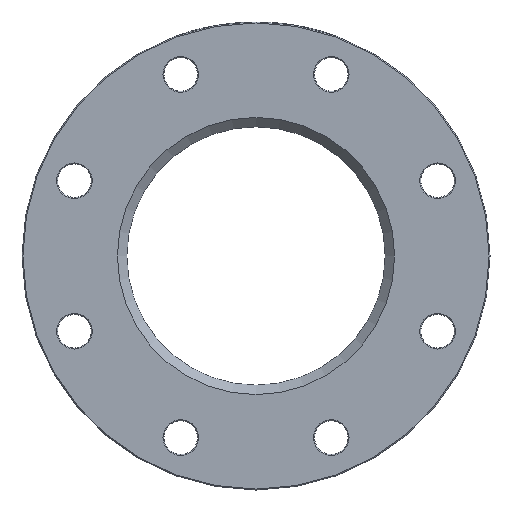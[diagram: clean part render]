
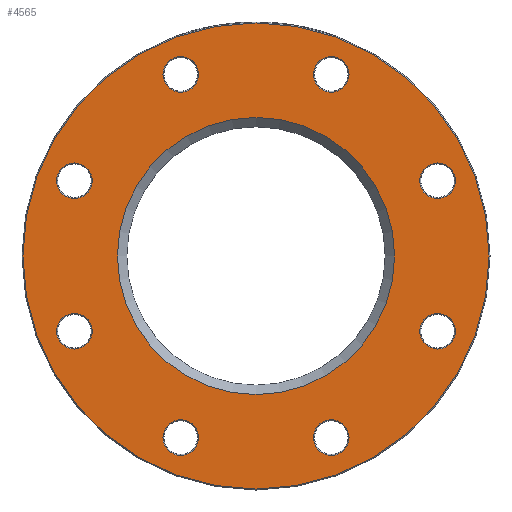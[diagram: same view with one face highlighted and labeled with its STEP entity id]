
A CAD part, left-side view. The second image highlights one B-rep face of the part: STEP entity #4565.
In plain terms, the highlighted planar face has unit normal (-1, 0, 0).
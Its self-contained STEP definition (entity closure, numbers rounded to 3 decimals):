
#32 = CARTESIAN_POINT ( 'NONE',  ( 0., -97.007, 30.682 ) ) ;
#59 = CARTESIAN_POINT ( 'NONE',  ( 0., -97.007, 40.182 ) ) ;
#134 = DIRECTION ( 'NONE',  ( 0., 0., -1. ) ) ;
#141 = VERTEX_POINT ( 'NONE', #1185 ) ;
#249 = CARTESIAN_POINT ( 'NONE',  ( 0., 97.007, 40.182 ) ) ;
#261 = CIRCLE ( 'NONE', #4505, 9.5 ) ;
#293 = EDGE_CURVE ( 'NONE', #3770, #3770, #6295, .T. ) ;
#459 = CARTESIAN_POINT ( 'NONE',  ( 0., 40.182, 97.007 ) ) ;
#461 = CIRCLE ( 'NONE', #1919, 9.5 ) ;
#490 = VERTEX_POINT ( 'NONE', #2138 ) ;
#498 = FACE_BOUND ( 'NONE', #2748, .T. ) ;
#543 = EDGE_CURVE ( 'NONE', #1152, #1152, #5079, .T. ) ;
#591 = DIRECTION ( 'NONE',  ( 0., 0., -1. ) ) ;
#599 = DIRECTION ( 'NONE',  ( 1., 0., 0. ) ) ;
#839 = EDGE_CURVE ( 'NONE', #4790, #4790, #1003, .T. ) ;
#960 = EDGE_CURVE ( 'NONE', #4236, #4236, #2357, .T. ) ;
#1003 = CIRCLE ( 'NONE', #6688, 9.5 ) ;
#1020 = FACE_BOUND ( 'NONE', #3441, .T. ) ;
#1152 = VERTEX_POINT ( 'NONE', #4305 ) ;
#1185 = CARTESIAN_POINT ( 'NONE',  ( 0., 0., -124.5 ) ) ;
#1212 = DIRECTION ( 'NONE',  ( 0., 0., -1. ) ) ;
#1291 = CARTESIAN_POINT ( 'NONE',  ( 0., -97.007, -49.682 ) ) ;
#1327 = AXIS2_PLACEMENT_3D ( 'NONE', #6457, #2102, #591 ) ;
#1398 = EDGE_CURVE ( 'NONE', #1608, #1608, #5859, .T. ) ;
#1407 = EDGE_CURVE ( 'NONE', #6320, #6320, #3196, .T. ) ;
#1443 = DIRECTION ( 'NONE',  ( 1., 0., 0. ) ) ;
#1450 = AXIS2_PLACEMENT_3D ( 'NONE', #2793, #1668, #6418 ) ;
#1511 = FACE_OUTER_BOUND ( 'NONE', #5544, .T. ) ;
#1608 = VERTEX_POINT ( 'NONE', #5377 ) ;
#1617 = FACE_BOUND ( 'NONE', #3123, .T. ) ;
#1668 = DIRECTION ( 'NONE',  ( -1., 0., 0. ) ) ;
#1694 = EDGE_LOOP ( 'NONE', ( #4084 ) ) ;
#1705 = EDGE_CURVE ( 'NONE', #490, #490, #461, .T. ) ;
#1886 = DIRECTION ( 'NONE',  ( 1., 0., 0. ) ) ;
#1919 = AXIS2_PLACEMENT_3D ( 'NONE', #5279, #6801, #6284 ) ;
#2102 = DIRECTION ( 'NONE',  ( 1., 0., 0. ) ) ;
#2138 = CARTESIAN_POINT ( 'NONE',  ( 0., 97.007, -49.682 ) ) ;
#2243 = CARTESIAN_POINT ( 'NONE',  ( 0., -40.182, 87.507 ) ) ;
#2261 = ORIENTED_EDGE ( 'NONE', *, *, #293, .T. ) ;
#2357 = CIRCLE ( 'NONE', #4027, 9.5 ) ;
#2407 = ORIENTED_EDGE ( 'NONE', *, *, #1398, .T. ) ;
#2570 = DIRECTION ( 'NONE',  ( 0., 0., -1. ) ) ;
#2681 = ORIENTED_EDGE ( 'NONE', *, *, #960, .T. ) ;
#2748 = EDGE_LOOP ( 'NONE', ( #3336 ) ) ;
#2762 = EDGE_LOOP ( 'NONE', ( #6616 ) ) ;
#2773 = EDGE_CURVE ( 'NONE', #5446, #5446, #261, .T. ) ;
#2793 = CARTESIAN_POINT ( 'NONE',  ( 0., 0., 0. ) ) ;
#2908 = CIRCLE ( 'NONE', #1450, 124.5 ) ;
#3073 = AXIS2_PLACEMENT_3D ( 'NONE', #249, #1886, #4061 ) ;
#3100 = ORIENTED_EDGE ( 'NONE', *, *, #5075, .T. ) ;
#3123 = EDGE_LOOP ( 'NONE', ( #6581 ) ) ;
#3133 = EDGE_LOOP ( 'NONE', ( #2261 ) ) ;
#3190 = CARTESIAN_POINT ( 'NONE',  ( 0., 40.182, 87.507 ) ) ;
#3196 = CIRCLE ( 'NONE', #3978, 9.5 ) ;
#3310 = EDGE_LOOP ( 'NONE', ( #4050 ) ) ;
#3336 = ORIENTED_EDGE ( 'NONE', *, *, #2773, .T. ) ;
#3366 = VERTEX_POINT ( 'NONE', #1291 ) ;
#3441 = EDGE_LOOP ( 'NONE', ( #2407 ) ) ;
#3609 = FACE_BOUND ( 'NONE', #6236, .T. ) ;
#3642 = CARTESIAN_POINT ( 'NONE',  ( 0., 69., 0. ) ) ;
#3770 = VERTEX_POINT ( 'NONE', #3807 ) ;
#3807 = CARTESIAN_POINT ( 'NONE',  ( 0., 97.007, 30.682 ) ) ;
#3837 = DIRECTION ( 'NONE',  ( 1., 0., 0. ) ) ;
#3841 = ORIENTED_EDGE ( 'NONE', *, *, #6860, .T. ) ;
#3854 = CARTESIAN_POINT ( 'NONE',  ( 0., -40.182, 97.007 ) ) ;
#3978 = AXIS2_PLACEMENT_3D ( 'NONE', #459, #5768, #4107 ) ;
#4027 = AXIS2_PLACEMENT_3D ( 'NONE', #4368, #3837, #134 ) ;
#4050 = ORIENTED_EDGE ( 'NONE', *, *, #839, .T. ) ;
#4061 = DIRECTION ( 'NONE',  ( 0., 0., -1. ) ) ;
#4084 = ORIENTED_EDGE ( 'NONE', *, *, #543, .T. ) ;
#4107 = DIRECTION ( 'NONE',  ( 0., 0., -1. ) ) ;
#4203 = AXIS2_PLACEMENT_3D ( 'NONE', #5112, #1443, #5253 ) ;
#4236 = VERTEX_POINT ( 'NONE', #5413 ) ;
#4238 = CIRCLE ( 'NONE', #1327, 9.5 ) ;
#4305 = CARTESIAN_POINT ( 'NONE',  ( 0., -40.182, -106.507 ) ) ;
#4368 = CARTESIAN_POINT ( 'NONE',  ( 0., 40.182, -97.007 ) ) ;
#4383 = DIRECTION ( 'NONE',  ( 0., 0., -1. ) ) ;
#4505 = AXIS2_PLACEMENT_3D ( 'NONE', #3854, #5978, #4975 ) ;
#4565 = ADVANCED_FACE ( 'NONE', ( #1020, #1511, #1617, #498, #5353, #3609, #4835, #5740, #5222, #4700 ), #6813, .F. ) ;
#4700 = FACE_BOUND ( 'NONE', #3133, .T. ) ;
#4790 = VERTEX_POINT ( 'NONE', #32 ) ;
#4835 = FACE_BOUND ( 'NONE', #1694, .T. ) ;
#4855 = AXIS2_PLACEMENT_3D ( 'NONE', #6195, #6742, #2570 ) ;
#4887 = DIRECTION ( 'NONE',  ( 1., 0., 0. ) ) ;
#4975 = DIRECTION ( 'NONE',  ( 0., 0., -1. ) ) ;
#5075 = EDGE_CURVE ( 'NONE', #141, #141, #2908, .T. ) ;
#5079 = CIRCLE ( 'NONE', #4855, 9.5 ) ;
#5112 = CARTESIAN_POINT ( 'NONE',  ( 0., 0., 0. ) ) ;
#5133 = AXIS2_PLACEMENT_3D ( 'NONE', #3642, #599, #4383 ) ;
#5222 = FACE_BOUND ( 'NONE', #2762, .T. ) ;
#5253 = DIRECTION ( 'NONE',  ( 0., 0., -1. ) ) ;
#5279 = CARTESIAN_POINT ( 'NONE',  ( 0., 97.007, -40.182 ) ) ;
#5353 = FACE_BOUND ( 'NONE', #3310, .T. ) ;
#5377 = CARTESIAN_POINT ( 'NONE',  ( 0., 0., -74. ) ) ;
#5413 = CARTESIAN_POINT ( 'NONE',  ( 0., 40.182, -106.507 ) ) ;
#5446 = VERTEX_POINT ( 'NONE', #2243 ) ;
#5544 = EDGE_LOOP ( 'NONE', ( #3100 ) ) ;
#5740 = FACE_BOUND ( 'NONE', #6589, .T. ) ;
#5768 = DIRECTION ( 'NONE',  ( 1., 0., 0. ) ) ;
#5859 = CIRCLE ( 'NONE', #4203, 74. ) ;
#5978 = DIRECTION ( 'NONE',  ( 1., 0., 0. ) ) ;
#6195 = CARTESIAN_POINT ( 'NONE',  ( 0., -40.182, -97.007 ) ) ;
#6236 = EDGE_LOOP ( 'NONE', ( #3841 ) ) ;
#6284 = DIRECTION ( 'NONE',  ( 0., 0., -1. ) ) ;
#6295 = CIRCLE ( 'NONE', #3073, 9.5 ) ;
#6320 = VERTEX_POINT ( 'NONE', #3190 ) ;
#6418 = DIRECTION ( 'NONE',  ( 0., 0., -1. ) ) ;
#6457 = CARTESIAN_POINT ( 'NONE',  ( 0., -97.007, -40.182 ) ) ;
#6581 = ORIENTED_EDGE ( 'NONE', *, *, #1407, .T. ) ;
#6589 = EDGE_LOOP ( 'NONE', ( #2681 ) ) ;
#6616 = ORIENTED_EDGE ( 'NONE', *, *, #1705, .T. ) ;
#6688 = AXIS2_PLACEMENT_3D ( 'NONE', #59, #4887, #1212 ) ;
#6742 = DIRECTION ( 'NONE',  ( 1., 0., 0. ) ) ;
#6801 = DIRECTION ( 'NONE',  ( 1., 0., 0. ) ) ;
#6813 = PLANE ( 'NONE',  #5133 ) ;
#6860 = EDGE_CURVE ( 'NONE', #3366, #3366, #4238, .T. ) ;
